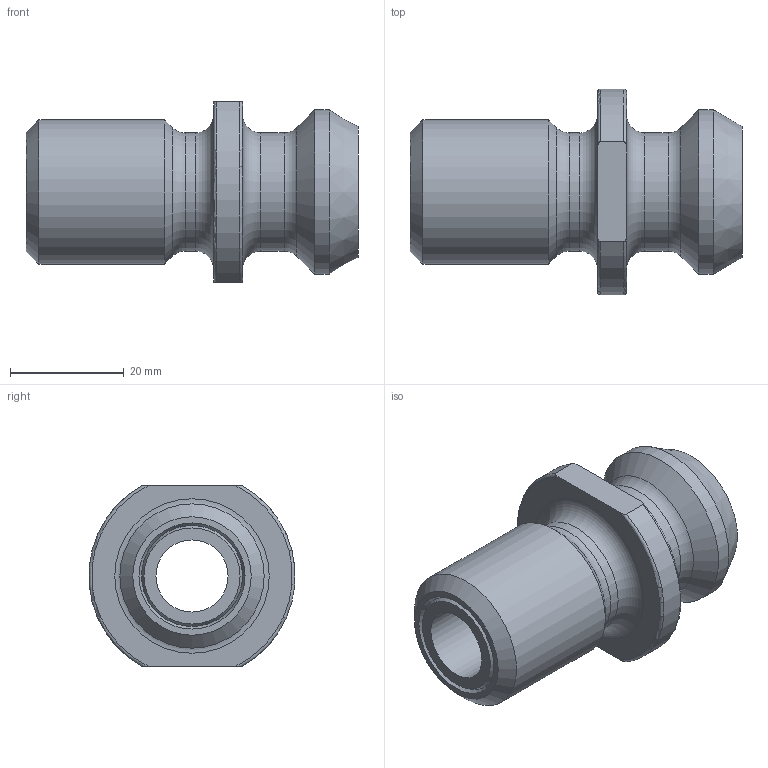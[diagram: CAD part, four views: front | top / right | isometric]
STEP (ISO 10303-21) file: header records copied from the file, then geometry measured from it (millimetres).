
FILE_DESCRIPTION(/* description */ ('TOOL RETENTION KNOB'),/* implementation_level */ '2;1');
FILE_NAME(/* name */ '50TRK-1.stp',/* time_stamp */ '2020-11-24T14:58:45-05:00',/* author */ ('dalloco'),/* organization */ (''),/* preprocessor_version */ 'ST-DEVELOPER v16.13',/* originating_system */ 'Autodesk Inventor 2018',/* authorisation */ '');
FILE_SCHEMA (('AUTOMOTIVE_DESIGN { 1 0 10303 214 3 1 1 }'));
Length unit declared in the file: inch
Products named in the file (1): 50TRK-1
Bounding box: 58.42 x 36.2 x 31.75 mm (x, y, z)
Volume: 22499.5 mm3; surface area: 8893.8 mm2
Topology: 1 solids, 1 shells, 28 faces, 60 edges, 37 vertices
Faces by surface type: torus 8, cylinder 7, plane 7, cone 6
Full cylindrical faces by diameter (mm): 12.7 x1, 20.828 x2, 25.4 x1, 28.956 x1
Entity records: 806 total; most frequent: CARTESIAN_POINT 197, DIRECTION 124, ORIENTED_EDGE 86, AXIS2_PLACEMENT_3D 58, EDGE_LOOP 48, EDGE_CURVE 43, VERTEX_POINT 35, CIRCLE 29
